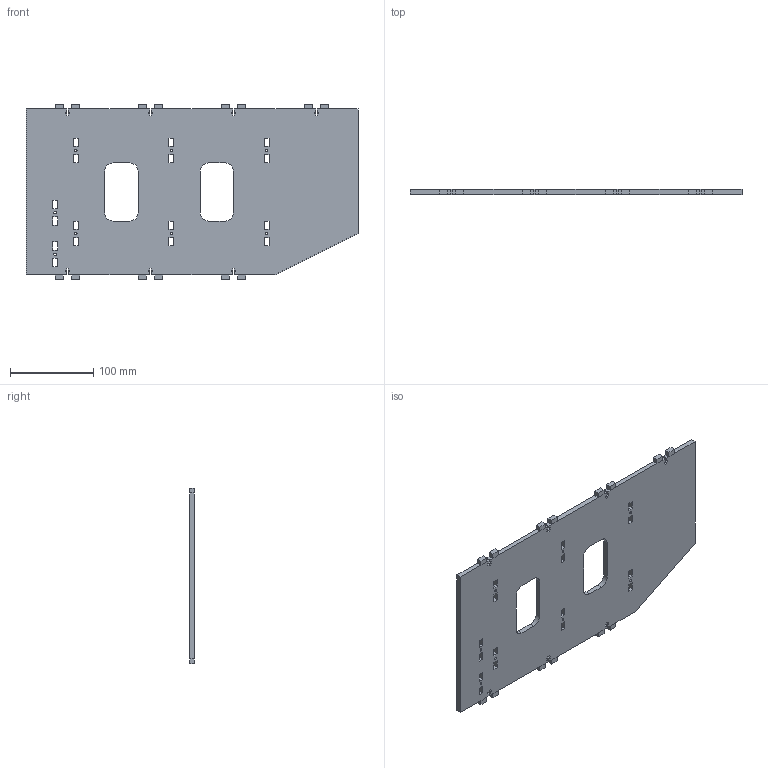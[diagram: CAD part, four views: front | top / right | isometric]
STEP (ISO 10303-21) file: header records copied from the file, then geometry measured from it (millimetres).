
FILE_DESCRIPTION(('FreeCAD Model'),'2;1');
FILE_NAME('plate1.step','2013-12-31T02:03:21', ('FreeCAD'),('FreeCAD'),'Open CASCADE STEP processor 6.5','FreeCAD', 'Unknown');
FILE_SCHEMA(('AUTOMOTIVE_DESIGN_CC2 { 1 2 10303 214 -1 1 5 4 }'));
Length unit declared in the file: millimetre
Products named in the file (1): Fillet
Bounding box: 400 x 6 x 212 mm (x, y, z)
Volume: 430362.8 mm3; surface area: 158399.5 mm2
Topology: 1 solids, 1 shells, 275 faces, 763 edges, 490 vertices
Faces by surface type: plane 259, cylinder 16
Full cylindrical faces by diameter (mm): 3 x8
Entity records: 18591 total; most frequent: CARTESIAN_POINT 3123, DIRECTION 2835, LINE 2193, VECTOR 2193, ORIENTED_EDGE 1526, PCURVE 1526, DEFINITIONAL_REPRESENTATION 1526, EDGE_CURVE 763
